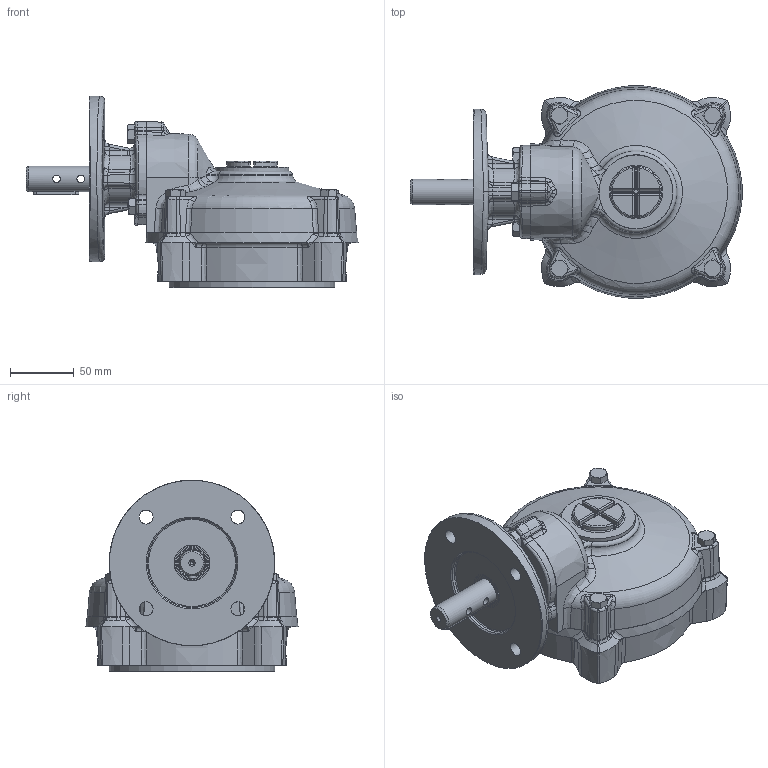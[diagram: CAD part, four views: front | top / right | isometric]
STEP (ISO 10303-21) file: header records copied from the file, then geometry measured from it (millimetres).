
FILE_DESCRIPTION(/* description */ ('Unknown'),/* implementation_level */ '2;1');
FILE_NAME(/* name */ 'PUB-HOB3-EFLG-F16_FA16',/* time_stamp */ '2016-11-30T12:07:50+00:00',/* author */ ('Unknown'),/* organization */ ('Unknown'),/* preprocessor_version */ 'ST-DEVELOPER v16',/* originating_system */ 'DEX',/* authorisation */ $);
FILE_SCHEMA (('AUTOMOTIVE_DESIGN {1 0 10303 214 3 1 1}'));
Products named in the file (1): PUB-HOB3-EFLG-F16_FA16
Bounding box: 260.76 x 166.53 x 150.5 mm (x, y, z)
Volume: 1392532.3 mm3; surface area: 334934.8 mm2
Topology: 16 solids, 17 shells, 1064 faces, 2510 edges, 1439 vertices
Faces by surface type: cylinder 244, bspline 244, plane 216, cone 171, torus 119, sphere 70
Full cylindrical faces by diameter (mm): 2.5 x2, 6 x3, 6.647 x10, 8 x7, 9 x7, 11 x4, 17.294 x8, 20 x1, 21.533 x1, 23 x2, 24 x1, 27.667 x1, 28 x2, 40 x1, 44 x1, 47 x1, 49.835 x1, 52 x1, 54 x1, 55 x5, 58 x4, 60.6 x1, 69 x2, 70 x1, 73 x1, 76 x1, 80 x1, 130 x2, 134.25 x1, 140 x3
Entity records: 48422 total; most frequent: CARTESIAN_POINT 20296, ORIENTED_EDGE 4350, DIRECTION 4222, EDGE_CURVE 2175, AXIS2_PLACEMENT_3D 1872, VERTEX_POINT 1366, FACE_BOUND 1333, EDGE_LOOP 1326
